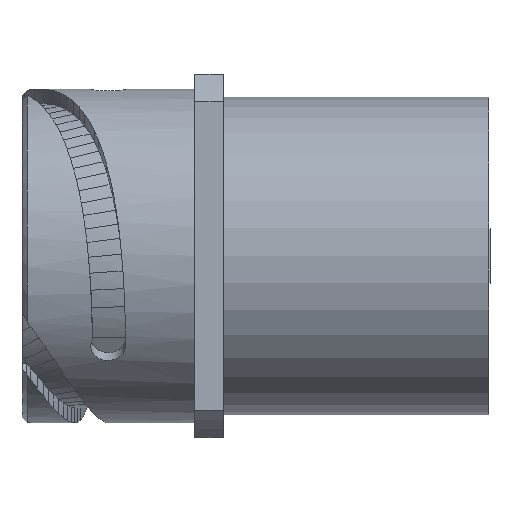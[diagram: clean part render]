
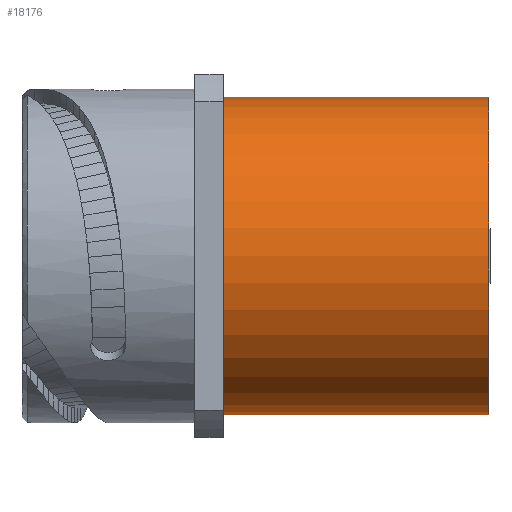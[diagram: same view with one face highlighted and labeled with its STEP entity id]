
A CAD part, top view. The second image highlights one B-rep face of the part: STEP entity #18176.
In plain terms, the highlighted cylindrical face has radius 22.2 mm (diameter 44.4 mm), a partial arc.
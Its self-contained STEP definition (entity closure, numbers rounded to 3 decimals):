
#3124=CARTESIAN_POINT('',(28.15,0.,0.));
#3125=DIRECTION('',(1.,0.,0.));
#3126=DIRECTION('',(0.,1.,0.));
#3127=AXIS2_PLACEMENT_3D('',#3124,#3125,#3126);
#3306=CARTESIAN_POINT('',(65.3,0.,0.));
#3307=DIRECTION('',(1.,0.,0.));
#3308=DIRECTION('',(0.,1.,0.));
#3309=AXIS2_PLACEMENT_3D('',#3306,#3307,#3308);
#3311=DIRECTION('',(-1.,0.,0.));
#3312=VECTOR('',#3311,37.15);
#3313=CARTESIAN_POINT('',(65.3,22.2,0.));
#3314=LINE('760',#3313,#3312);
#3315=DIRECTION('',(-1.,0.,0.));
#3316=VECTOR('',#3315,37.15);
#3317=CARTESIAN_POINT('',(65.3,-22.2,0.));
#3318=LINE('761',#3317,#3316);
#8924=CARTESIAN_POINT('',(65.3,22.2,0.));
#8925=CARTESIAN_POINT('',(28.15,22.2,0.));
#8926=VERTEX_POINT('',#8924);
#8927=VERTEX_POINT('',#8925);
#8928=CARTESIAN_POINT('',(65.3,-22.2,0.));
#8929=CARTESIAN_POINT('',(28.15,-22.2,0.));
#8930=VERTEX_POINT('',#8928);
#8931=VERTEX_POINT('',#8929);
#18162=CARTESIAN_POINT('',(-3.265,0.,0.));
#18163=DIRECTION('',(1.,0.,0.));
#18164=DIRECTION('',(0.,-1.,0.));
#18165=AXIS2_PLACEMENT_3D('',#18162,#18163,#18164);
#18166=CYLINDRICAL_SURFACE('247',#18165,22.2);
#18168=ORIENTED_EDGE('760',*,*,#18167,.F.);
#18170=ORIENTED_EDGE('762',*,*,#18169,.T.);
#18172=ORIENTED_EDGE('761',*,*,#18171,.T.);
#18173=ORIENTED_EDGE('1342',*,*,#17985,.F.);
#18174=EDGE_LOOP('247',(#18168,#18170,#18172,#18173));
#18175=FACE_OUTER_BOUND('247',#18174,.F.);
#3128=CIRCLE('1342',#3127,22.2);
#3310=CIRCLE('762',#3309,22.2);
#17985=EDGE_CURVE('1342',#8927,#8931,#3128,.T.);
#18167=EDGE_CURVE('760',#8926,#8927,#3314,.T.);
#18169=EDGE_CURVE('762',#8926,#8930,#3310,.T.);
#18171=EDGE_CURVE('761',#8930,#8931,#3318,.T.);
#18176=ADVANCED_FACE('247',(#18175),#18166,.T.);
